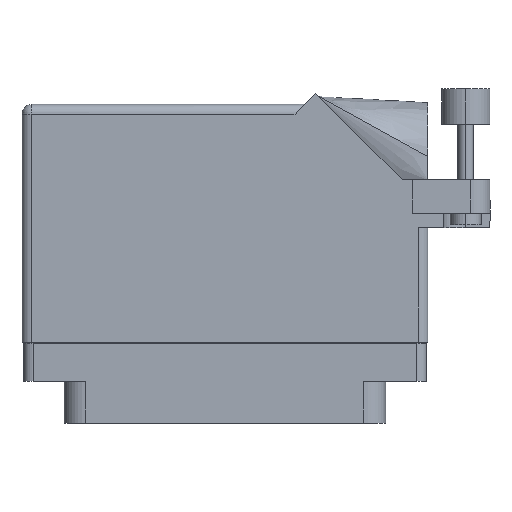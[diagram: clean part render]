
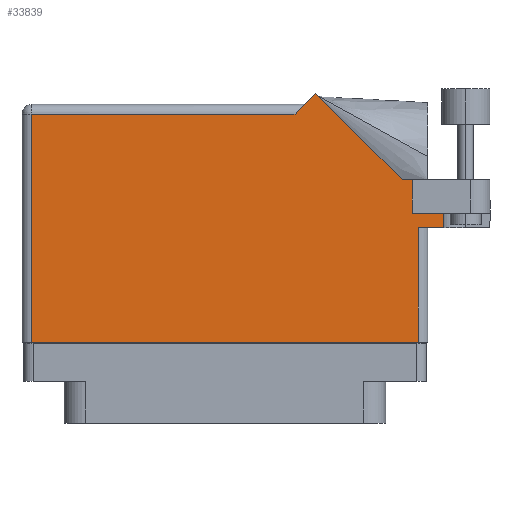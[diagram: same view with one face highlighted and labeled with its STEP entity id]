
A CAD part, front view. The second image highlights one B-rep face of the part: STEP entity #33839.
In plain terms, the highlighted face is planar.
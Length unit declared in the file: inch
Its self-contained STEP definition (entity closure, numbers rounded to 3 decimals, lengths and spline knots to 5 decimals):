
#1043 = CARTESIAN_POINT ( 'NONE',  ( 1.244, 0.637, 0.455 ) ) ;
#2605 = EDGE_CURVE ( 'NONE', #44216, #5333, #13452, .T. ) ;
#3419 = ORIENTED_EDGE ( 'NONE', *, *, #34877, .T. ) ;
#3445 = VERTEX_POINT ( 'NONE', #13564 ) ;
#4190 = DIRECTION ( 'NONE',  ( 0., -1., 0. ) ) ;
#4290 = LINE ( 'NONE', #18687, #18210 ) ;
#4427 = CARTESIAN_POINT ( 'NONE',  ( -1.244, -0.1, 0.455 ) ) ;
#5291 = VECTOR ( 'NONE', #47174, 39.37008 ) ;
#5333 = VERTEX_POINT ( 'NONE', #32519 ) ;
#6241 = CARTESIAN_POINT ( 'NONE',  ( 1.206, 0.731, 0.455 ) ) ;
#6448 = CARTESIAN_POINT ( 'NONE',  ( 1.4075, 1.06177, 0.455 ) ) ;
#7046 = CARTESIAN_POINT ( 'NONE',  ( 1.206, 0.731, 0.455 ) ) ;
#8147 = CARTESIAN_POINT ( 'NONE',  ( 0.451, 1.368, 0.455 ) ) ;
#8326 = ORIENTED_EDGE ( 'NONE', *, *, #2605, .T. ) ;
#8585 = ORIENTED_EDGE ( 'NONE', *, *, #44590, .T. ) ;
#8668 = ORIENTED_EDGE ( 'NONE', *, *, #42169, .T. ) ;
#8720 = EDGE_CURVE ( 'NONE', #3445, #19774, #4290, .T. ) ;
#9230 = EDGE_CURVE ( 'NONE', #36504, #3445, #38339, .T. ) ;
#10209 = CARTESIAN_POINT ( 'NONE',  ( 1.4075, 0.637, 0.455 ) ) ;
#10348 = ORIENTED_EDGE ( 'NONE', *, *, #8720, .T. ) ;
#10582 = VERTEX_POINT ( 'NONE', #13993 ) ;
#10720 = VERTEX_POINT ( 'NONE', #1043 ) ;
#11420 = CARTESIAN_POINT ( 'NONE',  ( -1.306, -0.1, 0.455 ) ) ;
#11614 = DIRECTION ( 'NONE',  ( -1., 0., 0. ) ) ;
#13407 = CARTESIAN_POINT ( 'NONE',  ( 0.513, 1.43, 0.455 ) ) ;
#13452 = LINE ( 'NONE', #20755, #21219 ) ;
#13564 = CARTESIAN_POINT ( 'NONE',  ( 1.206, 0.944, 0.455 ) ) ;
#13627 = FACE_OUTER_BOUND ( 'NONE', #47080, .T. ) ;
#13764 = EDGE_CURVE ( 'NONE', #36504, #30449, #28395, .T. ) ;
#13993 = CARTESIAN_POINT ( 'NONE',  ( -1.244, -0.1, 0.455 ) ) ;
#14147 = DIRECTION ( 'NONE',  ( 0., 1., 0. ) ) ;
#14380 = DIRECTION ( 'NONE',  ( 1., 0., 0. ) ) ;
#14832 = LINE ( 'NONE', #11420, #22119 ) ;
#14919 = ORIENTED_EDGE ( 'NONE', *, *, #21624, .T. ) ;
#16520 = AXIS2_PLACEMENT_3D ( 'NONE', #17034, #31653, #36042 ) ;
#17034 = CARTESIAN_POINT ( 'NONE',  ( -1.306, 1.43, 0.455 ) ) ;
#17113 = VECTOR ( 'NONE', #24708, 39.37008 ) ;
#18052 = CARTESIAN_POINT ( 'NONE',  ( 1.244, 0.637, 0.455 ) ) ;
#18210 = VECTOR ( 'NONE', #11614, 39.37008 ) ;
#18615 = ORIENTED_EDGE ( 'NONE', *, *, #29690, .F. ) ;
#18687 = CARTESIAN_POINT ( 'NONE',  ( 1.706, 0.944, 0.455 ) ) ;
#19014 = CARTESIAN_POINT ( 'NONE',  ( 1.244, -0.1, 0.455 ) ) ;
#19774 = VERTEX_POINT ( 'NONE', #35856 ) ;
#20755 = CARTESIAN_POINT ( 'NONE',  ( -1.306, 1.368, 0.455 ) ) ;
#21050 = LINE ( 'NONE', #6448, #17113 ) ;
#21219 = VECTOR ( 'NONE', #36353, 39.37008 ) ;
#21624 = EDGE_CURVE ( 'NONE', #10582, #25859, #14832, .T. ) ;
#21807 = CARTESIAN_POINT ( 'NONE',  ( 0.58371, 1.50071, 0.455 ) ) ;
#21950 = CARTESIAN_POINT ( 'NONE',  ( 1.306, 0.637, 0.455 ) ) ;
#22119 = VECTOR ( 'NONE', #44065, 39.37008 ) ;
#22781 = ORIENTED_EDGE ( 'NONE', *, *, #9230, .T. ) ;
#22925 = CARTESIAN_POINT ( 'NONE',  ( 1.4075, 0.731, 0.455 ) ) ;
#23961 = CARTESIAN_POINT ( 'NONE',  ( 1.206, 0.731, 0.455 ) ) ;
#24415 = ORIENTED_EDGE ( 'NONE', *, *, #47903, .T. ) ;
#24708 = DIRECTION ( 'NONE',  ( 0., -1., 0. ) ) ;
#25859 = VERTEX_POINT ( 'NONE', #19014 ) ;
#25947 = VERTEX_POINT ( 'NONE', #10209 ) ;
#26459 = VECTOR ( 'NONE', #43702, 39.37008 ) ;
#27762 = PLANE ( 'NONE',  #16520 ) ;
#27843 = DIRECTION ( 'NONE',  ( 0., 1., 0. ) ) ;
#27879 = LINE ( 'NONE', #35921, #26459 ) ;
#28196 = VECTOR ( 'NONE', #39478, 39.37008 ) ;
#28395 = LINE ( 'NONE', #6241, #5291 ) ;
#29042 = VECTOR ( 'NONE', #14147, 39.37008 ) ;
#29583 = ORIENTED_EDGE ( 'NONE', *, *, #13764, .F. ) ;
#29690 = EDGE_CURVE ( 'NONE', #30449, #25947, #21050, .T. ) ;
#29710 = EDGE_CURVE ( 'NONE', #19774, #40258, #27879, .T. ) ;
#29738 = LINE ( 'NONE', #18052, #29042 ) ;
#30184 = ORIENTED_EDGE ( 'NONE', *, *, #29710, .T. ) ;
#30449 = VERTEX_POINT ( 'NONE', #22925 ) ;
#31653 = DIRECTION ( 'NONE',  ( 0., 0., -1. ) ) ;
#32519 = CARTESIAN_POINT ( 'NONE',  ( -1.244, 1.368, 0.455 ) ) ;
#33544 = VECTOR ( 'NONE', #4190, 39.37008 ) ;
#33839 = ADVANCED_FACE ( 'NONE', ( #13627 ), #27762, .F. ) ;
#34877 = EDGE_CURVE ( 'NONE', #25859, #10720, #29738, .T. ) ;
#35856 = CARTESIAN_POINT ( 'NONE',  ( 1.14042, 0.944, 0.455 ) ) ;
#35921 = CARTESIAN_POINT ( 'NONE',  ( 1.14042, 0.944, 0.455 ) ) ;
#36042 = DIRECTION ( 'NONE',  ( -1., 0., 0. ) ) ;
#36353 = DIRECTION ( 'NONE',  ( -1., 0., 0. ) ) ;
#36504 = VERTEX_POINT ( 'NONE', #7046 ) ;
#37686 = VECTOR ( 'NONE', #27843, 39.37008 ) ;
#37818 = LINE ( 'NONE', #4427, #33544 ) ;
#38339 = LINE ( 'NONE', #23961, #37686 ) ;
#39478 = DIRECTION ( 'NONE',  ( -0.707, -0.707, 0. ) ) ;
#40258 = VERTEX_POINT ( 'NONE', #21807 ) ;
#42169 = EDGE_CURVE ( 'NONE', #10720, #25947, #44603, .T. ) ;
#42648 = VECTOR ( 'NONE', #14380, 39.37008 ) ;
#43702 = DIRECTION ( 'NONE',  ( -0.707, 0.707, 0. ) ) ;
#44065 = DIRECTION ( 'NONE',  ( 1., 0., 0. ) ) ;
#44216 = VERTEX_POINT ( 'NONE', #8147 ) ;
#44590 = EDGE_CURVE ( 'NONE', #5333, #10582, #37818, .T. ) ;
#44603 = LINE ( 'NONE', #21950, #42648 ) ;
#46554 = LINE ( 'NONE', #13407, #28196 ) ;
#47080 = EDGE_LOOP ( 'NONE', ( #14919, #3419, #8668, #18615, #29583, #22781, #10348, #30184, #24415, #8326, #8585 ) ) ;
#47174 = DIRECTION ( 'NONE',  ( 1., 0., 0. ) ) ;
#47903 = EDGE_CURVE ( 'NONE', #40258, #44216, #46554, .T. ) ;
